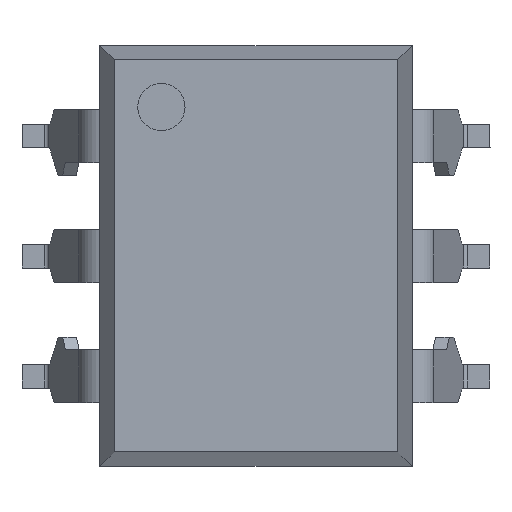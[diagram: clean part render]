
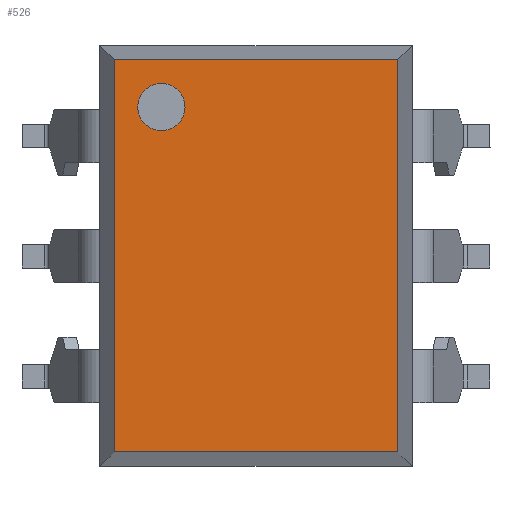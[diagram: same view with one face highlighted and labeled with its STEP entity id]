
A CAD part, top view. The second image highlights one B-rep face of the part: STEP entity #526.
In plain terms, the highlighted planar face has unit normal (0, 0, 1).
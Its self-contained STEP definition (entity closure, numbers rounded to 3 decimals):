
#93=CARTESIAN_POINT('',(-2.5,3.145,5.08));
#94=VERTEX_POINT('',#93);
#110=CARTESIAN_POINT('',(-1.5,3.145,5.08));
#111=VERTEX_POINT('',#110);
#118=CARTESIAN_POINT('',(-2.0,3.145,5.08));
#119=DIRECTION('',(0.0,0.0,-1.0));
#120=DIRECTION('',(-1.0,0.0,0.0));
#121=AXIS2_PLACEMENT_3D('',#118,#119,#120);
#122=CIRCLE('',#121,0.5);
#123=EDGE_CURVE('',#94,#111,#122,.T.);
#155=CARTESIAN_POINT('',(-2.0,3.145,5.08));
#156=DIRECTION('',(0.0,0.0,-1.0));
#157=DIRECTION('',(-1.0,0.0,0.0));
#158=AXIS2_PLACEMENT_3D('',#155,#156,#157);
#159=CIRCLE('',#158,0.5);
#160=EDGE_CURVE('',#111,#94,#159,.T.);
#379=CARTESIAN_POINT('',(3.,-4.145,5.08));
#380=VERTEX_POINT('',#379);
#381=CARTESIAN_POINT('',(-3.0,-4.145,5.08));
#382=VERTEX_POINT('',#381);
#383=CARTESIAN_POINT('',(3.,-4.145,5.08));
#384=DIRECTION('',(-1.0,0.0,0.0));
#385=VECTOR('',#384,6.);
#386=LINE('',#383,#385);
#387=EDGE_CURVE('',#380,#382,#386,.T.);
#410=CARTESIAN_POINT('',(-3.,4.145,5.08));
#411=VERTEX_POINT('',#410);
#412=CARTESIAN_POINT('',(3.0,4.145,5.08));
#413=VERTEX_POINT('',#412);
#414=CARTESIAN_POINT('',(-3.,4.145,5.08));
#415=DIRECTION('',(1.0,0.0,0.0));
#416=VECTOR('',#415,6.);
#417=LINE('',#414,#416);
#418=EDGE_CURVE('',#411,#413,#417,.T.);
#448=CARTESIAN_POINT('',(3.0,4.145,5.08));
#449=DIRECTION('',(0.0,-1.0,0.0));
#450=VECTOR('',#449,8.29);
#451=LINE('',#448,#450);
#452=EDGE_CURVE('',#413,#380,#451,.T.);
#470=CARTESIAN_POINT('',(-3.0,-4.145,5.08));
#471=DIRECTION('',(0.0,1.0,0.0));
#472=VECTOR('',#471,8.29);
#473=LINE('',#470,#472);
#474=EDGE_CURVE('',#382,#411,#473,.T.);
#511=CARTESIAN_POINT('',(2.0,3.145,5.08));
#512=DIRECTION('',(0.0,0.0,1.0));
#513=DIRECTION('',(1.0,0.0,0.0));
#514=AXIS2_PLACEMENT_3D('',#511,#512,#513);
#515=PLANE('',#514);
#516=ORIENTED_EDGE('',*,*,#418,.F.);
#517=ORIENTED_EDGE('',*,*,#474,.F.);
#518=ORIENTED_EDGE('',*,*,#387,.F.);
#519=ORIENTED_EDGE('',*,*,#452,.F.);
#520=EDGE_LOOP('',(#516,#517,#518,#519));
#521=FACE_OUTER_BOUND('',#520,.T.);
#522=ORIENTED_EDGE('',*,*,#123,.T.);
#523=ORIENTED_EDGE('',*,*,#160,.T.);
#524=EDGE_LOOP('',(#522,#523));
#525=FACE_BOUND('',#524,.T.);
#526=ADVANCED_FACE('',(#521,#525),#515,.T.);
